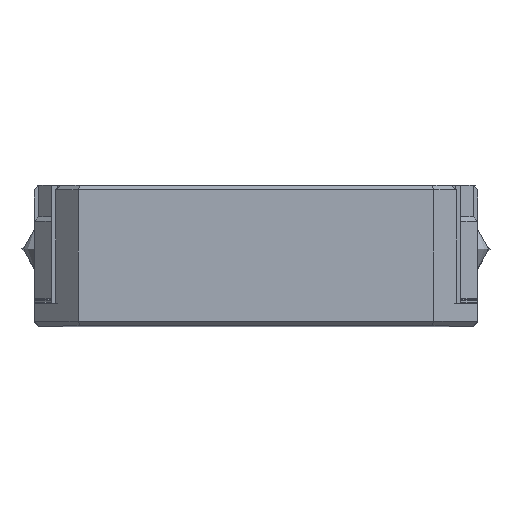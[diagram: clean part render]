
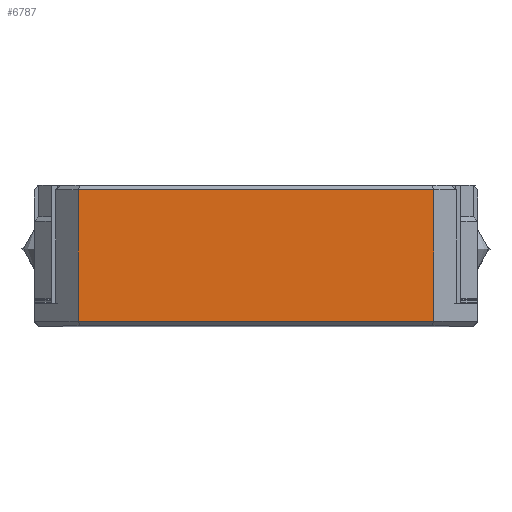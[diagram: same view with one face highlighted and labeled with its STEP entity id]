
A CAD part, top view. The second image highlights one B-rep face of the part: STEP entity #6787.
In plain terms, the highlighted planar face has unit normal (0, 0, 1).
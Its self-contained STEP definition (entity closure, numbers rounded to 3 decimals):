
#645=FACE_OUTER_BOUND('',#1030,.T.);
#1030=EDGE_LOOP('',(#5269,#5270,#5271,#5272));
#1575=LINE('',#11731,#2274);
#1576=LINE('',#11734,#2275);
#1581=LINE('',#11744,#2280);
#1582=LINE('',#11745,#2281);
#2274=VECTOR('',#8405,10.);
#2275=VECTOR('',#8408,10.);
#2280=VECTOR('',#8415,10.);
#2281=VECTOR('',#8416,10.);
#2993=VERTEX_POINT('',#11719);
#2996=VERTEX_POINT('',#11727);
#2997=VERTEX_POINT('',#11733);
#3001=VERTEX_POINT('',#11743);
#3814=EDGE_CURVE('',#2996,#2993,#1575,.T.);
#3815=EDGE_CURVE('',#2993,#2997,#1576,.T.);
#3820=EDGE_CURVE('',#3001,#2996,#1581,.T.);
#3821=EDGE_CURVE('',#2997,#3001,#1582,.T.);
#5269=ORIENTED_EDGE('',*,*,#3814,.F.);
#5270=ORIENTED_EDGE('',*,*,#3820,.F.);
#5271=ORIENTED_EDGE('',*,*,#3821,.F.);
#5272=ORIENTED_EDGE('',*,*,#3815,.F.);
#6470=PLANE('',#7290);
#6787=ADVANCED_FACE('',(#645),#6470,.F.);
#7290=AXIS2_PLACEMENT_3D('',#11742,#8413,#8414);
#8405=DIRECTION('',(1.,0.,0.));
#8408=DIRECTION('',(0.,-1.,0.));
#8413=DIRECTION('center_axis',(0.,0.,
-1.));
#8414=DIRECTION('ref_axis',(0.,1.,0.));
#8415=DIRECTION('',(0.,1.,0.));
#8416=DIRECTION('',(-1.,0.,0.));
#11719=CARTESIAN_POINT('',(15.787,-0.647,169.801));
#11727=CARTESIAN_POINT('',(-15.785,-0.647,169.801));
#11731=CARTESIAN_POINT('',(-0.301,-0.647,169.801));
#11733=CARTESIAN_POINT('',(15.787,-12.35,169.801));
#11734=CARTESIAN_POINT('',(15.787,-13.762,169.801));
#11742=CARTESIAN_POINT('Origin',(-0.301,-13.762,169.801));
#11743=CARTESIAN_POINT('',(-15.785,-12.35,169.801));
#11744=CARTESIAN_POINT('',(-15.785,-13.762,169.801));
#11745=CARTESIAN_POINT('',(-0.301,-12.35,169.801));
